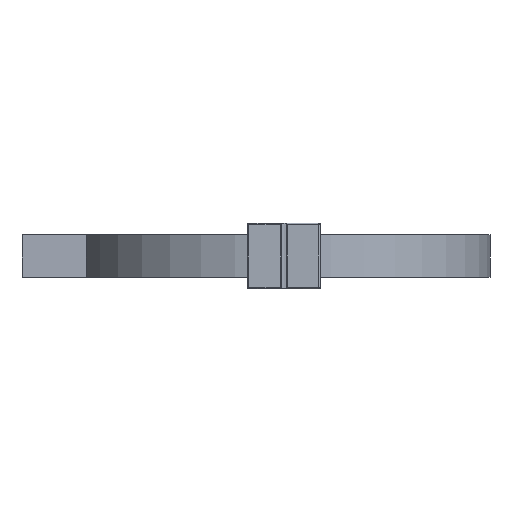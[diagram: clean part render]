
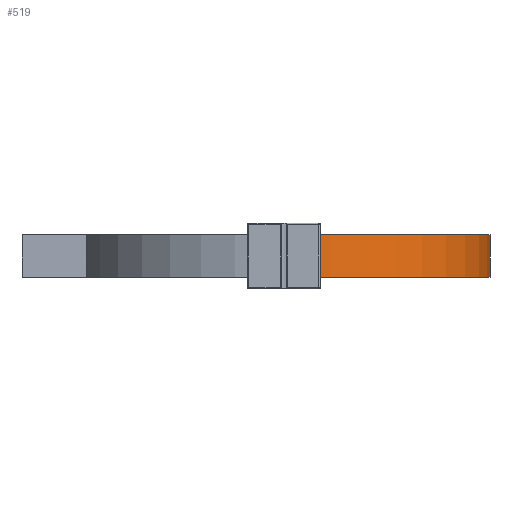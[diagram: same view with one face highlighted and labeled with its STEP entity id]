
A CAD part, front view. The second image highlights one B-rep face of the part: STEP entity #519.
In plain terms, the highlighted cylindrical face has radius 14.165 mm (diameter 28.331 mm), a partial arc.
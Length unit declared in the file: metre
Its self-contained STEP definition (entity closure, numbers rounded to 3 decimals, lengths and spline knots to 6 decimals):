
#1 = ORIENTED_EDGE ( 'NONE', *, *, #3237, .F. ) ;
#67 = VERTEX_POINT ( 'NONE', #1710 ) ;
#182 = CARTESIAN_POINT ( 'NONE',  ( 0.007826, 0.019004, -0.015187 ) ) ;
#305 = EDGE_CURVE ( 'NONE', #1833, #1201, #3319, .T. ) ;
#313 = CARTESIAN_POINT ( 'NONE',  ( 0.006898, 0.033139, -0.015187 ) ) ;
#419 = CARTESIAN_POINT ( 'NONE',  ( 0.007844, 0.019005, -0.012278 ) ) ;
#430 = ORIENTED_EDGE ( 'NONE', *, *, #1970, .T. ) ;
#519 = ADVANCED_FACE ( 'NONE', ( #3446 ), #3407, .T. ) ;
#520 = VERTEX_POINT ( 'NONE', #1475 ) ;
#675 = CARTESIAN_POINT ( 'NONE',  ( 0.007827, 0.019004, -0.012247 ) ) ;
#910 = EDGE_CURVE ( 'NONE', #2491, #67, #1508, .T. ) ;
#933 = CARTESIAN_POINT ( 'NONE',  ( 0.007827, 0.019004, -0.012247 ) ) ;
#969 = CARTESIAN_POINT ( 'NONE',  ( 0.007853, 0.019006, -0.015121 ) ) ;
#1001 = EDGE_CURVE ( 'NONE', #67, #1833, #3221, .T. ) ;
#1157 = AXIS2_PLACEMENT_3D ( 'NONE', #1616, #2435, #3542 ) ;
#1201 = VERTEX_POINT ( 'NONE', #2057 ) ;
#1267 = DIRECTION ( 'NONE',  ( 0., 0., -1. ) ) ;
#1475 = CARTESIAN_POINT ( 'NONE',  ( 0.021063, 0.033139, -0.012247 ) ) ;
#1508 = LINE ( 'NONE', #2620, #2746 ) ;
#1616 = CARTESIAN_POINT ( 'NONE',  ( 0.006898, 0.033139, -0.012247 ) ) ;
#1659 = ORIENTED_EDGE ( 'NONE', *, *, #1001, .T. ) ;
#1679 = DIRECTION ( 'NONE',  ( 1., 0., 0. ) ) ;
#1710 = CARTESIAN_POINT ( 'NONE',  ( 0.007853, 0.019006, -0.015085 ) ) ;
#1833 = VERTEX_POINT ( 'NONE', #2589 ) ;
#1970 = EDGE_CURVE ( 'NONE', #3228, #2491, #3324, .T. ) ;
#2057 = CARTESIAN_POINT ( 'NONE',  ( 0.021063, 0.033139, -0.015187 ) ) ;
#2075 = EDGE_LOOP ( 'NONE', ( #1, #3249, #430, #2576, #1659, #3439 ) ) ;
#2352 = DIRECTION ( 'NONE',  ( -1., 0., 0. ) ) ;
#2380 = CARTESIAN_POINT ( 'NONE',  ( 0.007844, 0.019005, -0.015156 ) ) ;
#2435 = DIRECTION ( 'NONE',  ( 0., 0., 1. ) ) ;
#2491 = VERTEX_POINT ( 'NONE', #2663 ) ;
#2576 = ORIENTED_EDGE ( 'NONE', *, *, #910, .T. ) ;
#2584 = CARTESIAN_POINT ( 'NONE',  ( 0.007853, 0.019006, -0.012312 ) ) ;
#2589 = CARTESIAN_POINT ( 'NONE',  ( 0.007826, 0.019004, -0.015187 ) ) ;
#2602 = LINE ( 'NONE', #3167, #3141 ) ;
#2609 = CARTESIAN_POINT ( 'NONE',  ( 0.006898, 0.033139, -0.012247 ) ) ;
#2620 = CARTESIAN_POINT ( 'NONE',  ( 0.007853, 0.019006, -0.012247 ) ) ;
#2624 = AXIS2_PLACEMENT_3D ( 'NONE', #313, #3076, #1679 ) ;
#2642 = CARTESIAN_POINT ( 'NONE',  ( 0.007853, 0.019006, -0.015085 ) ) ;
#2663 = CARTESIAN_POINT ( 'NONE',  ( 0.007853, 0.019006, -0.012347 ) ) ;
#2746 = VECTOR ( 'NONE', #2836, 1. ) ;
#2836 = DIRECTION ( 'NONE',  ( 0., 0., -1. ) ) ;
#2864 = DIRECTION ( 'NONE',  ( 0., 0., -1. ) ) ;
#2874 = CARTESIAN_POINT ( 'NONE',  ( 0.007853, 0.019006, -0.012347 ) ) ;
#3024 = CIRCLE ( 'NONE', #1157, 0.014165 ) ;
#3076 = DIRECTION ( 'NONE',  ( 0., 0., 1. ) ) ;
#3141 = VECTOR ( 'NONE', #1267, 1. ) ;
#3167 = CARTESIAN_POINT ( 'NONE',  ( 0.021063, 0.033139, -0.012247 ) ) ;
#3221 = B_SPLINE_CURVE_WITH_KNOTS ( 'NONE', 3,
 ( #2642, #969, #2380, #182 ),
 .UNSPECIFIED., .F., .F.,
 ( 4, 4 ),
 ( 0., 0.000107 ),
 .UNSPECIFIED. ) ;
#3228 = VERTEX_POINT ( 'NONE', #675 ) ;
#3237 = EDGE_CURVE ( 'NONE', #520, #1201, #2602, .T. ) ;
#3249 = ORIENTED_EDGE ( 'NONE', *, *, #3367, .F. ) ;
#3319 = CIRCLE ( 'NONE', #2624, 0.014165 ) ;
#3324 = B_SPLINE_CURVE_WITH_KNOTS ( 'NONE', 3,
 ( #933, #419, #2584, #2874 ),
 .UNSPECIFIED., .F., .F.,
 ( 4, 4 ),
 ( 0., 0.000105 ),
 .UNSPECIFIED. ) ;
#3367 = EDGE_CURVE ( 'NONE', #3228, #520, #3024, .T. ) ;
#3378 = AXIS2_PLACEMENT_3D ( 'NONE', #2609, #2864, #2352 ) ;
#3407 = CYLINDRICAL_SURFACE ( 'NONE', #3378, 0.014165 ) ;
#3439 = ORIENTED_EDGE ( 'NONE', *, *, #305, .T. ) ;
#3446 = FACE_OUTER_BOUND ( 'NONE', #2075, .T. ) ;
#3542 = DIRECTION ( 'NONE',  ( 1., 0., 0. ) ) ;
